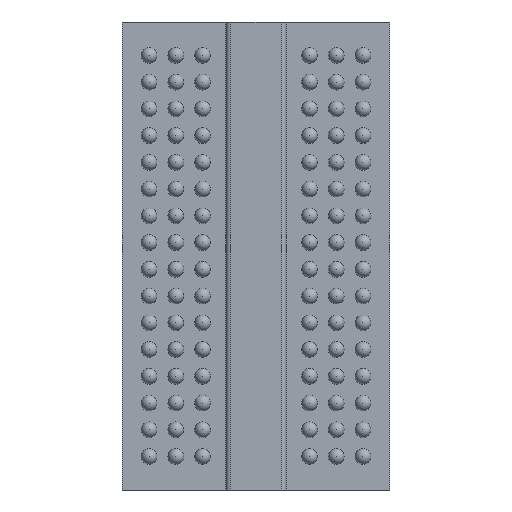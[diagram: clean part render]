
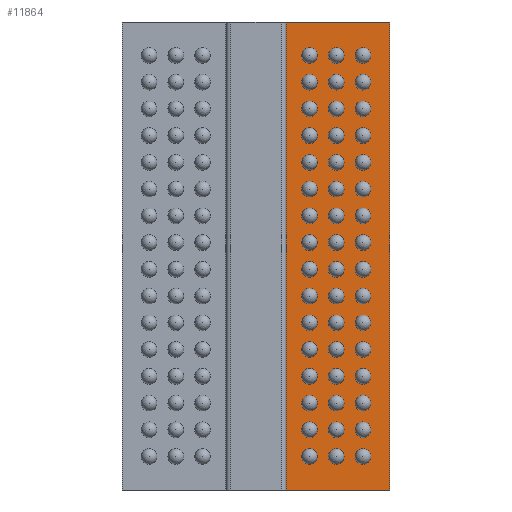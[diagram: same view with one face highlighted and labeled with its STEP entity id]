
A CAD part, front view. The second image highlights one B-rep face of the part: STEP entity #11864.
In plain terms, the highlighted planar face has unit normal (0, -1, 0).
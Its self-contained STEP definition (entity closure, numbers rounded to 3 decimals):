
#11672 = EDGE_CURVE('',#11673,#11675,#11677,.T.);
#11673 = VERTEX_POINT('',#11674);
#11674 = CARTESIAN_POINT('',(4.,0.34,-7.));
#11675 = VERTEX_POINT('',#11676);
#11676 = CARTESIAN_POINT('',(4.,0.34,7.));
#11677 = LINE('',#11678,#11679);
#11678 = CARTESIAN_POINT('',(4.,0.34,7.));
#11679 = VECTOR('',#11680,1.);
#11680 = DIRECTION('',(0.,0.,1.));
#11721 = EDGE_CURVE('',#11722,#11673,#11724,.T.);
#11722 = VERTEX_POINT('',#11723);
#11723 = CARTESIAN_POINT('',(0.9,0.34,-7.));
#11724 = LINE('',#11725,#11726);
#11725 = CARTESIAN_POINT('',(-4.,0.34,-7.));
#11726 = VECTOR('',#11727,1.);
#11727 = DIRECTION('',(1.,0.,0.));
#11777 = EDGE_CURVE('',#11675,#11778,#11780,.T.);
#11778 = VERTEX_POINT('',#11779);
#11779 = CARTESIAN_POINT('',(0.9,0.34,7.));
#11780 = LINE('',#11781,#11782);
#11781 = CARTESIAN_POINT('',(-4.,0.34,7.));
#11782 = VECTOR('',#11783,1.);
#11783 = DIRECTION('',(-1.,0.,0.));
#11864 = ADVANCED_FACE('',(#11865),#11876,.T.);
#11865 = FACE_BOUND('',#11866,.T.);
#11866 = EDGE_LOOP('',(#11867,#11873,#11874,#11875));
#11867 = ORIENTED_EDGE('',*,*,#11868,.F.);
#11868 = EDGE_CURVE('',#11722,#11778,#11869,.T.);
#11869 = LINE('',#11870,#11871);
#11870 = CARTESIAN_POINT('',(0.9,0.34,-8.807));
#11871 = VECTOR('',#11872,1.);
#11872 = DIRECTION('',(0.,0.,1.));
#11873 = ORIENTED_EDGE('',*,*,#11721,.T.);
#11874 = ORIENTED_EDGE('',*,*,#11672,.T.);
#11875 = ORIENTED_EDGE('',*,*,#11777,.T.);
#11876 = PLANE('',#11877);
#11877 = AXIS2_PLACEMENT_3D('',#11878,#11879,#11880);
#11878 = CARTESIAN_POINT('',(0.,0.34,0.));
#11879 = DIRECTION('',(0.,-1.,0.));
#11880 = DIRECTION('',(1.,0.,0.));
